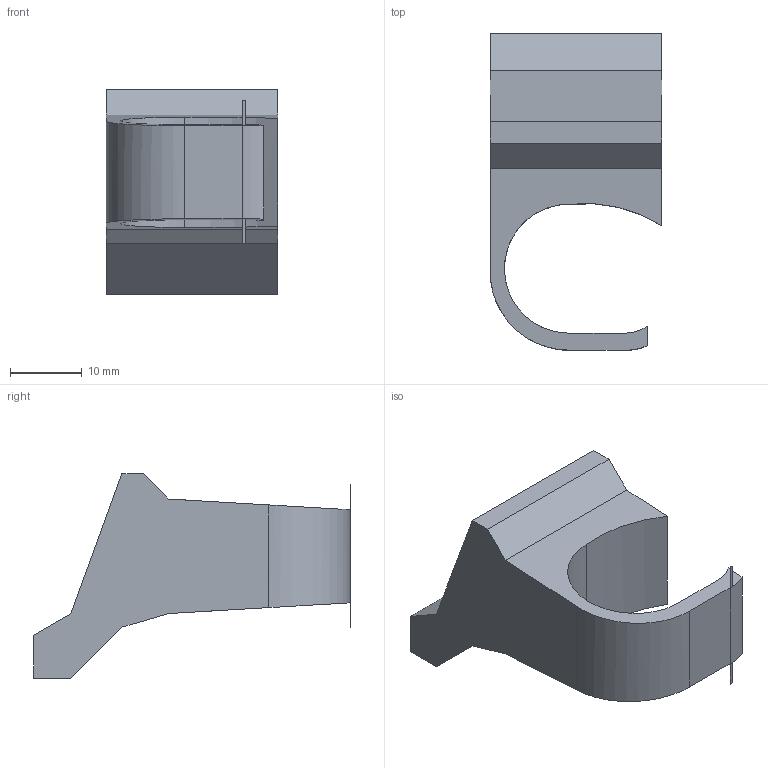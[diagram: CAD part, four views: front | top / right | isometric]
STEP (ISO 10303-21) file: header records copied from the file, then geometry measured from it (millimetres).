
FILE_DESCRIPTION(/* description */ (''),/* implementation_level */ '2;1');
FILE_NAME(/* name */ 'Medial2.ipt.stp',/* time_stamp */ '2021-06-20T10:01:56-05:00',/* author */ ('svale'),/* organization */ (''),/* preprocessor_version */ 'ST-DEVELOPER v18.1',/* originating_system */ 'Autodesk Inventor 2021',/* authorisation */ '');
FILE_SCHEMA (('AUTOMOTIVE_DESIGN { 1 0 10303 214 3 1 1 }'));
Length unit declared in the file: millimetre
Products named in the file (1): Medial2
Bounding box: 24 x 44.23 x 28.58 mm (x, y, z)
Volume: 9993.7 mm3; surface area: 4038.4 mm2
Topology: 1 solids, 1 shells, 24 faces, 64 edges, 42 vertices
Faces by surface type: plane 19, cylinder 5
Entity records: 785 total; most frequent: CARTESIAN_POINT 131, ORIENTED_EDGE 128, DIRECTION 126, EDGE_CURVE 64, LINE 52, VECTOR 52, VERTEX_POINT 42, AXIS2_PLACEMENT_3D 37
